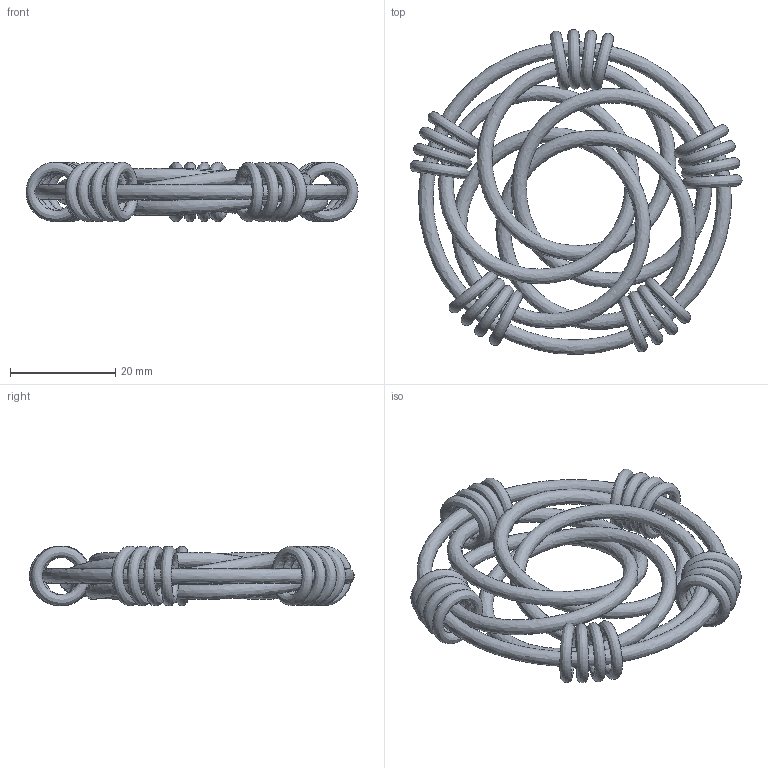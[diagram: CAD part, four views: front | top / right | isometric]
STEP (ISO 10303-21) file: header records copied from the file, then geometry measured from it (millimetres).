
FILE_DESCRIPTION(('FreeCAD Model'),'2;1');
FILE_NAME('Open CASCADE Shape Model','2025-05-04T03:11:40',('FreeCAD'),( 'FreeCAD'),'Open CASCADE STEP processor 7.6','FreeCAD','Unknown');
FILE_SCHEMA(('AUTOMOTIVE_DESIGN { 1 0 10303 214 1 1 1 1 }'));
Length unit declared in the file: millimetre
Products named in the file (1): Open CASCADE STEP translator 7.6 1
Bounding box: 62.99 x 61.67 x 11.29 mm (x, y, z)
Volume: 6604.7 mm3; surface area: 10406.9 mm2
Topology: 26 solids, 26 shells, 26 faces, 52 edges, 26 vertices
Faces by surface type: bspline 26
Entity records: 1992 total; most frequent: CARTESIAN_POINT 1665, ORIENTED_EDGE 104, EDGE_CURVE 52, MANIFOLD_SOLID_BREP 26, CLOSED_SHELL 26, ADVANCED_FACE 26, FACE_BOUND 26, EDGE_LOOP 26
